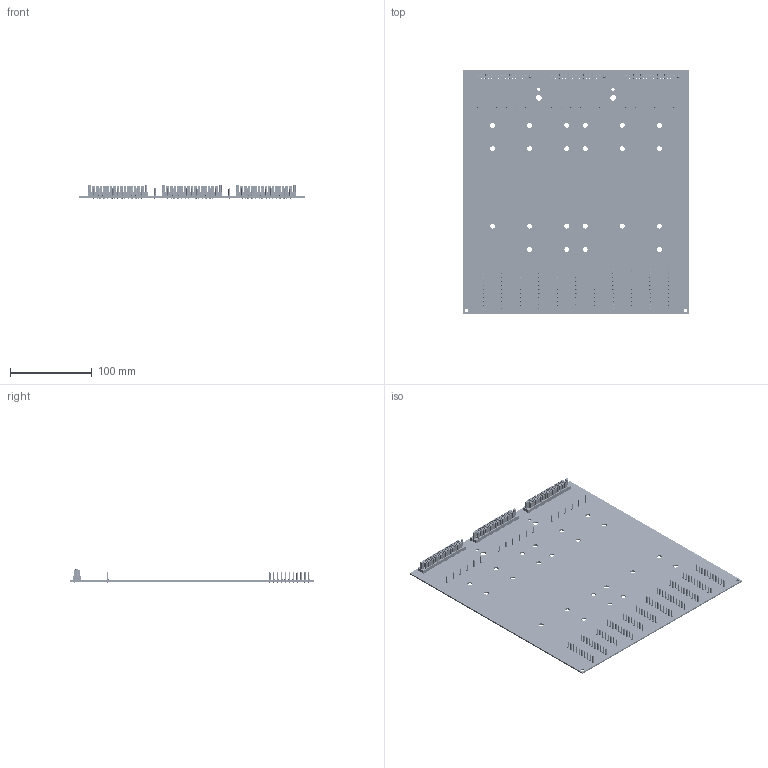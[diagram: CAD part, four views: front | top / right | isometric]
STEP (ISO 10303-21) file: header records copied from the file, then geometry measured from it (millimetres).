
FILE_DESCRIPTION(/* description */ (''),/* implementation_level */ '2;1');
FILE_NAME(/* name */ '0436d803-60cd-4ab0-aa45-bb5a68c4e9a8.stp',/* time_stamp */ '2019-08-07T22:16:05-04:00',/* author */ ('manuelfFHUNY'),/* organization */ (''),/* preprocessor_version */ 'ST-DEVELOPER v18',/* originating_system */ 'Autodesk Translation Framework v8.2.0.1029',/* authorisation */ '');
FILE_SCHEMA (('AUTOMOTIVE_DESIGN { 1 0 10303 214 3 1 1 }'));
Length unit declared in the file: millimetre
Products named in the file (136): P2B2; Board; Open CASCADE STEP translator 6.8 1.1; JP_JPL_ZERO_5; JP_JPL_ZERO_6; JP_JPL_ZERO_3; JP_JPL_ZERO_4; JP_JPL_ZERO_2; JP_JPL_ZERO_1; JP_JPL_ONE_5; JP_JPL_ONE_6; JP_JPL_ONE_3; JP_JPL_ONE_4; JP_JPL_ONE_2; JP_JPL_ONE_1; JP_JPU_TWO_2; JP_JPU_TWO_17; JP_JPU_TWO_5; JP_JPU_TWO_20; JP_JPU_TWO_16; JP_JPU_TWO_1; JP_JPU_ZERO_23; JP_PT_ZERO_ONE_2; JP_PT_ZERO_ONE_1; JP_JPU_ZERO_29; JP_JPU_ZERO_28; JP_JPU_ZERO_30; JP_JPU_ZERO_27; JP_JPU_ZERO_14; JP_JPU_ZERO_13; JP_JPU_ZERO_15; JP_JPU_ZERO_12; JP_JPU_ZERO_8; JP_JPU_ZERO_25; JP_JPU_ZERO_10; JP_JPU_ZERO_24; JP_PT_ONE_TWO_2; JP_JPU_ZERO_22; JP_JPU_ZERO_26; JP_JPU_ZERO_9 ...
Assembly tree (262 placements, depth 4):
  P2B2
    Board
      Open CASCADE STEP translator 6.8 1.1
    JP_JPL_ZERO_5
      keystone-PN1362-2
    JP_JPL_ZERO_6
      keystone-PN1362-2
    JP_JPL_ZERO_3
      keystone-PN1362-2
    JP_JPL_ZERO_4
      keystone-PN1362-2
    JP_JPL_ZERO_2
      keystone-PN1362-2
    JP_JPL_ZERO_1
      keystone-PN1362-2
    JP_JPL_ONE_5
      keystone-PN1362-2
    JP_JPL_ONE_6
      keystone-PN1362-2
    JP_JPL_ONE_3
      keystone-PN1362-2
    JP_JPL_ONE_4
      keystone-PN1362-2
    JP_JPL_ONE_2
      keystone-PN1362-2
    JP_JPL_ONE_1
      keystone-PN1362-2
    JP_JPU_TWO_2
      keystone-PN1362-2
    JP_JPU_TWO_17
      keystone-PN1362-2
    JP_JPU_TWO_5
      keystone-PN1362-2
    JP_JPU_TWO_20
      keystone-PN1362-2
    JP_JPU_TWO_16
      keystone-PN1362-2
    JP_JPU_TWO_1
      keystone-PN1362-2
    JP_JPU_ZERO_23
      keystone-PN1362-2
    JP_PT_ZERO_ONE_2
      keystone-PN1362-2
    JP_PT_ZERO_ONE_1
      keystone-PN1362-2
    JP_JPU_ZERO_29
      keystone-PN1362-2
    JP_JPU_ZERO_28
      keystone-PN1362-2
    JP_JPU_ZERO_30
      keystone-PN1362-2
    JP_JPU_ZERO_27
      keystone-PN1362-2
    JP_JPU_ZERO_14
      keystone-PN1362-2
    JP_JPU_ZERO_13
      keystone-PN1362-2
    JP_JPU_ZERO_15
      keystone-PN1362-2
    JP_JPU_ZERO_12
Bounding box: 276 x 298 x 17.78 mm (x, y, z)
Volume: 172660.2 mm3; surface area: 214395.1 mm2
Topology: 133 solids, 133 shells, 4780 faces, 12938 edges, 8736 vertices
Faces by surface type: plane 3381, cylinder 763, cone 633, torus 3
Full cylindrical faces by diameter (mm): 1.168 x126, 1.397 x90, 1.6 x252, 1.702 x126, 2.362 x126, 3.175 x3, 4 x4, 6 x22, 7 x2
Entity records: 50094 total; most frequent: CARTESIAN_POINT 8276, DIRECTION 8248, ORIENTED_EDGE 7806, EDGE_CURVE 3903, LINE 2890, VECTOR 2890, VERTEX_POINT 2707, AXIS2_PLACEMENT_3D 2679
